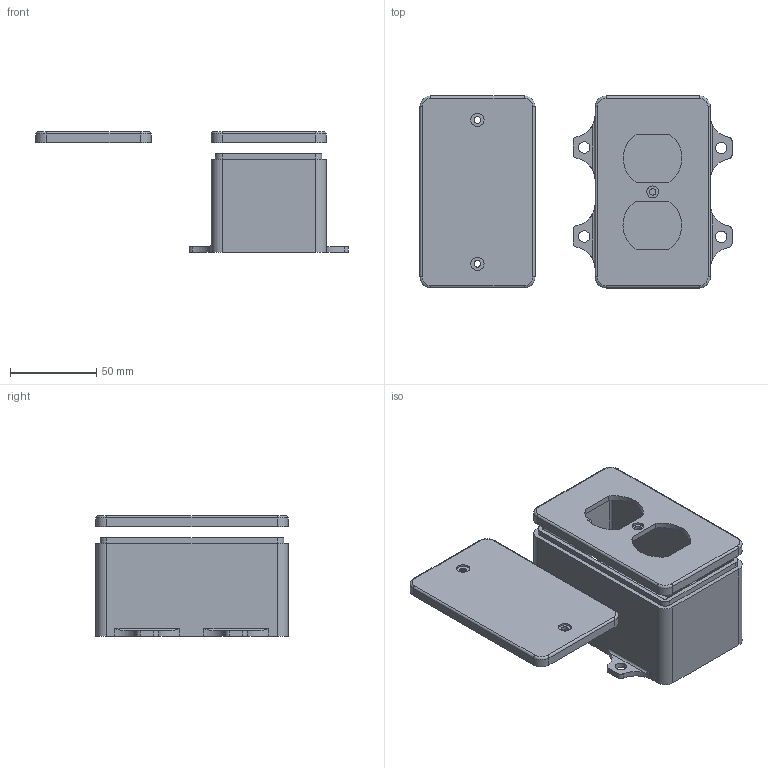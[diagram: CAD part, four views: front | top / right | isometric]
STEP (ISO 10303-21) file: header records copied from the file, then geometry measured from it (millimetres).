
FILE_DESCRIPTION(/* description */ (''),/* implementation_level */ '2;1');
FILE_NAME(/* name */ 'Outside electrical_box v4.step',/* time_stamp */ '2024-05-09T22:59:19-07:00',/* author */ (''),/* organization */ (''),/* preprocessor_version */ 'ST-DEVELOPER v20',/* originating_system */ 'Autodesk Translation Framework v12.20.1.177',/* authorisation */ '');
FILE_SCHEMA (('AUTOMOTIVE_DESIGN { 1 0 10303 214 3 1 1 }'));
Length unit declared in the file: inch
Products named in the file (1): Outside electrical_box
Bounding box: 181.1 x 111.38 x 69.85 mm (x, y, z)
Volume: 164388.4 mm3; surface area: 89034.9 mm2
Topology: 3 solids, 3 shells, 159 faces, 407 edges, 266 vertices
Faces by surface type: cylinder 83, plane 64, torus 12
Full cylindrical faces by diameter (mm): 3.048 x2, 3.81 x3, 5.588 x3, 6.604 x4, 6.858 x1, 7.62 x2, 13.208 x2
Entity records: 4972 total; most frequent: DIRECTION 897, CARTESIAN_POINT 873, ORIENTED_EDGE 814, EDGE_CURVE 407, AXIS2_PLACEMENT_3D 338, VERTEX_POINT 266, LINE 221, VECTOR 221
